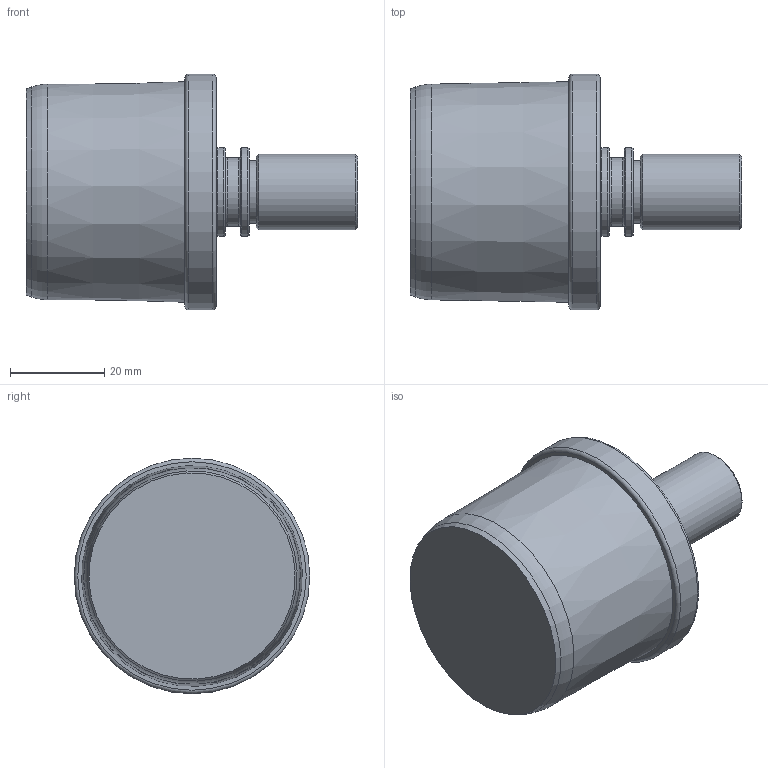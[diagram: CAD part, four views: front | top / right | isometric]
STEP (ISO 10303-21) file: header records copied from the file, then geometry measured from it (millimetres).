
FILE_DESCRIPTION(/* description */ (''),/* implementation_level */ '2;1');
FILE_NAME(/* name */ '8052-000-05 - Bluefin TDR Assy.stp',/* time_stamp */ '2017-02-21T09:56:46+00:00',/* author */ ('grh'),/* organization */ (''),/* preprocessor_version */ 'ST-DEVELOPER v16.5',/* originating_system */ 'Autodesk Inventor 2017',/* authorisation */ '');
FILE_SCHEMA (('AUTOMOTIVE_DESIGN { 1 0 10303 214 3 1 1 }'));
Length unit declared in the file: millimetre
Products named in the file (2): Bluefin TDR Assy; 8052-000-05 - Bluefin TDR Assy_Substitute_1
Assembly tree (1 placements, depth 2):
  Bluefin TDR Assy
    8052-000-05 - Bluefin TDR Assy_Substitute_1
Bounding box: 70.2 x 49.95 x 49.95 mm (x, y, z)
Volume: 75170.6 mm3; surface area: 11308.9 mm2
Topology: 1 solids, 1 shells, 27 faces, 45 edges, 26 vertices
Faces by surface type: plane 8, torus 7, cone 6, cylinder 6
Full cylindrical faces by diameter (mm): 13.2 x1, 14.5 x1, 16 x1, 18.75 x2, 49.95 x1
Entity records: 631 total; most frequent: DIRECTION 112, CARTESIAN_POINT 82, AXIS2_PLACEMENT_3D 56, EDGE_LOOP 52, ORIENTED_EDGE 52, STYLED_ITEM 28, FACE_OUTER_BOUND 27, ADVANCED_FACE 27
